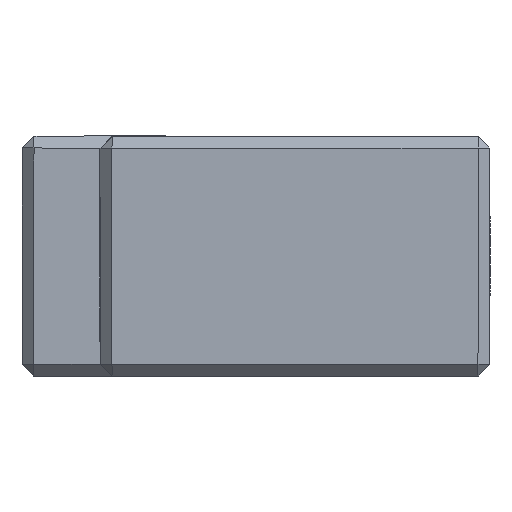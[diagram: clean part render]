
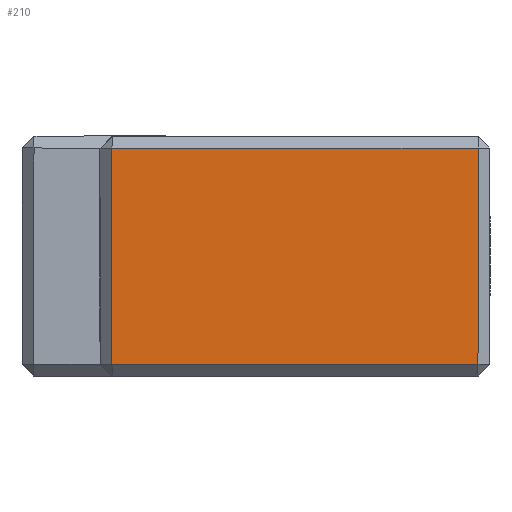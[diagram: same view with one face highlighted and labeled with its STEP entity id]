
A CAD part, left-side view. The second image highlights one B-rep face of the part: STEP entity #210.
In plain terms, the highlighted planar face has unit normal (-1, 0, 0).
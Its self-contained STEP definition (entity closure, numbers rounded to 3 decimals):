
#203 = CARTESIAN_POINT ( 'NONE',  ( -30., 31.5, 9. ) ) ;
#210 = ADVANCED_FACE ( 'NONE', ( #950 ), #2994, .F. ) ;
#747 = VECTOR ( 'NONE', #7006, 1000. ) ;
#838 = LINE ( 'NONE', #5456, #747 ) ;
#950 = FACE_OUTER_BOUND ( 'NONE', #5403, .T. ) ;
#1097 = CARTESIAN_POINT ( 'NONE',  ( -30., 1., 0. ) ) ;
#1251 = CARTESIAN_POINT ( 'NONE',  ( -30., 16.25, 9. ) ) ;
#1556 = DIRECTION ( 'NONE',  ( 0., -1., 0. ) ) ;
#1904 = CARTESIAN_POINT ( 'NONE',  ( -30., 16.25, -9. ) ) ;
#2400 = ORIENTED_EDGE ( 'NONE', *, *, #6727, .F. ) ;
#2765 = VECTOR ( 'NONE', #5766, 1000. ) ;
#2827 = LINE ( 'NONE', #1904, #2765 ) ;
#2988 = CARTESIAN_POINT ( 'NONE',  ( -30., 1., -9. ) ) ;
#2994 = PLANE ( 'NONE',  #5345 ) ;
#2997 = DIRECTION ( 'NONE',  ( 1., 0., 0. ) ) ;
#3004 = DIRECTION ( 'NONE',  ( 0., 1., 0. ) ) ;
#3348 = VERTEX_POINT ( 'NONE', #4330 ) ;
#3356 = ORIENTED_EDGE ( 'NONE', *, *, #4393, .F. ) ;
#3387 = VECTOR ( 'NONE', #1556, 1000. ) ;
#3395 = LINE ( 'NONE', #1251, #3387 ) ;
#3702 = ORIENTED_EDGE ( 'NONE', *, *, #5948, .F. ) ;
#3947 = VERTEX_POINT ( 'NONE', #203 ) ;
#4330 = CARTESIAN_POINT ( 'NONE',  ( -30., 1., 9. ) ) ;
#4393 = EDGE_CURVE ( 'NONE', #3947, #3348, #3395, .T. ) ;
#4579 = VERTEX_POINT ( 'NONE', #7080 ) ;
#4728 = EDGE_CURVE ( 'NONE', #6383, #4579, #2827, .T. ) ;
#4823 = LINE ( 'NONE', #1097, #5072 ) ;
#5072 = VECTOR ( 'NONE', #6545, 1000. ) ;
#5345 = AXIS2_PLACEMENT_3D ( 'NONE', #2988, #2997, #3004 ) ;
#5403 = EDGE_LOOP ( 'NONE', ( #2400, #3356, #3702, #6138 ) ) ;
#5456 = CARTESIAN_POINT ( 'NONE',  ( -30., 31.5, 0. ) ) ;
#5766 = DIRECTION ( 'NONE',  ( 0., 1., 0. ) ) ;
#5948 = EDGE_CURVE ( 'NONE', #4579, #3947, #838, .T. ) ;
#6138 = ORIENTED_EDGE ( 'NONE', *, *, #4728, .F. ) ;
#6383 = VERTEX_POINT ( 'NONE', #6809 ) ;
#6545 = DIRECTION ( 'NONE',  ( 0., 0., -1. ) ) ;
#6727 = EDGE_CURVE ( 'NONE', #3348, #6383, #4823, .T. ) ;
#6809 = CARTESIAN_POINT ( 'NONE',  ( -30., 1., -9. ) ) ;
#7006 = DIRECTION ( 'NONE',  ( 0., 0., 1. ) ) ;
#7080 = CARTESIAN_POINT ( 'NONE',  ( -30., 31.5, -9. ) ) ;
